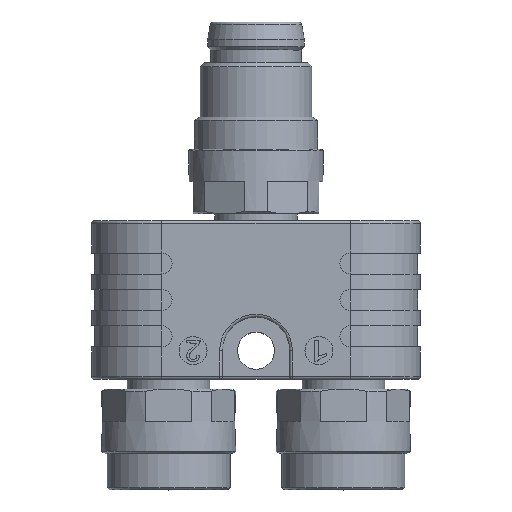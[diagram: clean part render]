
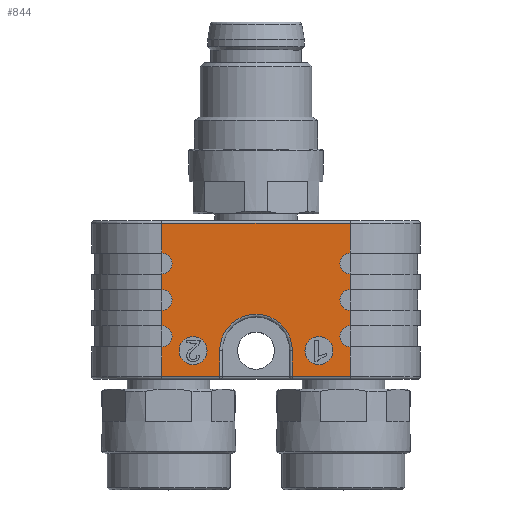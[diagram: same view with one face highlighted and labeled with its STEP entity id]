
A CAD part, top view. The second image highlights one B-rep face of the part: STEP entity #844.
In plain terms, the highlighted planar face has unit normal (0, 0, 1).
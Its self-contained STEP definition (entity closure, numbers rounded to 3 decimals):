
#385=LINE('',#5849,#595);
#388=LINE('',#5863,#598);
#390=LINE('',#5874,#600);
#392=LINE('',#5881,#602);
#393=LINE('',#5888,#603);
#395=LINE('',#5897,#605);
#414=LINE('',#5968,#624);
#415=LINE('',#5971,#625);
#416=LINE('',#5976,#626);
#417=LINE('',#5978,#627);
#418=LINE('',#5980,#628);
#419=LINE('',#5985,#629);
#420=LINE('',#5987,#630);
#595=VECTOR('',#4573,1.);
#598=VECTOR('',#4584,1.);
#600=VECTOR('',#4594,1.);
#602=VECTOR('',#4600,1.);
#603=VECTOR('',#4607,1.);
#605=VECTOR('',#4615,1.);
#624=VECTOR('',#4678,1.);
#625=VECTOR('',#4679,1.);
#626=VECTOR('',#4686,1.);
#627=VECTOR('',#4687,1.);
#628=VECTOR('',#4688,1.);
#629=VECTOR('',#4695,1.);
#630=VECTOR('',#4696,1.);
#844=ADVANCED_FACE('',(#1382,#1383,#1384),#1103,.T.);
#1103=PLANE('',#4158);
#1382=FACE_BOUND('',#1538,.T.);
#1383=FACE_BOUND('',#1539,.T.);
#1384=FACE_BOUND('',#1540,.T.);
#1538=EDGE_LOOP('',(#1953));
#1539=EDGE_LOOP('',(#1954));
#1540=EDGE_LOOP('',(#1955,#1956,#1957,#1958,#1959,#1960,#1961,#1962,#1963,
#1964,#1965,#1966,#1967,#1968,#1969,#1970,#1971,#1972,#1973,#1974));
#1953=ORIENTED_EDGE('',*,*,#3423,.F.);
#1954=ORIENTED_EDGE('',*,*,#3424,.T.);
#1955=ORIENTED_EDGE('',*,*,#3425,.T.);
#1956=ORIENTED_EDGE('',*,*,#3426,.T.);
#1957=ORIENTED_EDGE('',*,*,#3367,.F.);
#1958=ORIENTED_EDGE('',*,*,#3427,.T.);
#1959=ORIENTED_EDGE('',*,*,#3378,.F.);
#1960=ORIENTED_EDGE('',*,*,#3428,.T.);
#1961=ORIENTED_EDGE('',*,*,#3373,.F.);
#1962=ORIENTED_EDGE('',*,*,#3429,.T.);
#1963=ORIENTED_EDGE('',*,*,#3430,.F.);
#1964=ORIENTED_EDGE('',*,*,#3431,.T.);
#1965=ORIENTED_EDGE('',*,*,#3432,.T.);
#1966=ORIENTED_EDGE('',*,*,#3433,.T.);
#1967=ORIENTED_EDGE('',*,*,#3388,.T.);
#1968=ORIENTED_EDGE('',*,*,#3434,.T.);
#1969=ORIENTED_EDGE('',*,*,#3384,.T.);
#1970=ORIENTED_EDGE('',*,*,#3435,.T.);
#1971=ORIENTED_EDGE('',*,*,#3381,.T.);
#1972=ORIENTED_EDGE('',*,*,#3436,.T.);
#1973=ORIENTED_EDGE('',*,*,#3437,.T.);
#1974=ORIENTED_EDGE('',*,*,#3438,.T.);
#2999=VERTEX_POINT('',#5850);
#3000=VERTEX_POINT('',#5851);
#3005=VERTEX_POINT('',#5862);
#3006=VERTEX_POINT('',#5864);
#3007=VERTEX_POINT('',#5868);
#3010=VERTEX_POINT('',#5873);
#3013=VERTEX_POINT('',#5880);
#3014=VERTEX_POINT('',#5882);
#3016=VERTEX_POINT('',#5887);
#3017=VERTEX_POINT('',#5889);
#3020=VERTEX_POINT('',#5896);
#3021=VERTEX_POINT('',#5898);
#3049=VERTEX_POINT('',#5965);
#3050=VERTEX_POINT('',#5967);
#3051=VERTEX_POINT('',#5969);
#3052=VERTEX_POINT('',#5970);
#3053=VERTEX_POINT('',#5975);
#3054=VERTEX_POINT('',#5977);
#3055=VERTEX_POINT('',#5979);
#3056=VERTEX_POINT('',#5981);
#3057=VERTEX_POINT('',#5986);
#3058=VERTEX_POINT('',#5988);
#3367=EDGE_CURVE('',#2999,#3000,#385,.T.);
#3373=EDGE_CURVE('',#3005,#3006,#388,.T.);
#3378=EDGE_CURVE('',#3010,#3007,#390,.T.);
#3381=EDGE_CURVE('',#3014,#3013,#392,.T.);
#3384=EDGE_CURVE('',#3017,#3016,#393,.T.);
#3388=EDGE_CURVE('',#3021,#3020,#395,.T.);
#3423=EDGE_CURVE('',#3049,#3049,#3925,.T.);
#3424=EDGE_CURVE('',#3050,#3050,#3926,.T.);
#3425=EDGE_CURVE('',#3051,#3052,#414,.T.);
#3426=EDGE_CURVE('',#3052,#3000,#415,.T.);
#3427=EDGE_CURVE('',#2999,#3007,#3927,.T.);
#3428=EDGE_CURVE('',#3010,#3006,#3928,.T.);
#3429=EDGE_CURVE('',#3005,#3053,#3929,.T.);
#3430=EDGE_CURVE('',#3054,#3053,#416,.T.);
#3431=EDGE_CURVE('',#3054,#3055,#417,.T.);
#3432=EDGE_CURVE('',#3055,#3056,#418,.T.);
#3433=EDGE_CURVE('',#3056,#3021,#3930,.T.);
#3434=EDGE_CURVE('',#3020,#3017,#3931,.T.);
#3435=EDGE_CURVE('',#3016,#3014,#3932,.T.);
#3436=EDGE_CURVE('',#3013,#3057,#419,.T.);
#3437=EDGE_CURVE('',#3057,#3058,#420,.T.);
#3438=EDGE_CURVE('',#3058,#3051,#3933,.T.);
#3925=CIRCLE('',#4149,1.);
#3926=CIRCLE('',#4150,1.);
#3927=CIRCLE('',#4151,0.75);
#3928=CIRCLE('',#4152,0.75);
#3929=CIRCLE('',#4153,0.75);
#3930=CIRCLE('',#4154,0.75);
#3931=CIRCLE('',#4155,0.75);
#3932=CIRCLE('',#4156,0.75);
#3933=CIRCLE('',#4157,2.6);
#4149=AXIS2_PLACEMENT_3D('',#5964,#4674,#4675);
#4150=AXIS2_PLACEMENT_3D('',#5966,#4676,#4677);
#4151=AXIS2_PLACEMENT_3D('',#5972,#4680,#4681);
#4152=AXIS2_PLACEMENT_3D('',#5973,#4682,#4683);
#4153=AXIS2_PLACEMENT_3D('',#5974,#4684,#4685);
#4154=AXIS2_PLACEMENT_3D('',#5982,#4689,#4690);
#4155=AXIS2_PLACEMENT_3D('',#5983,#4691,#4692);
#4156=AXIS2_PLACEMENT_3D('',#5984,#4693,#4694);
#4157=AXIS2_PLACEMENT_3D('',#5989,#4697,#4698);
#4158=AXIS2_PLACEMENT_3D('',#5990,#4699,#4700);
#4573=DIRECTION('',(0.,-1.,0.));
#4584=DIRECTION('',(0.,-1.,0.));
#4594=DIRECTION('',(0.,-1.,0.));
#4600=DIRECTION('',(0.,-1.,0.));
#4607=DIRECTION('',(0.,-1.,0.));
#4615=DIRECTION('',(0.,-1.,0.));
#4674=DIRECTION('',(0.,0.,1.));
#4675=DIRECTION('',(1.,0.,0.));
#4676=DIRECTION('',(0.,0.,-1.));
#4677=DIRECTION('',(1.,0.,0.));
#4678=DIRECTION('',(0.,-1.,0.));
#4679=DIRECTION('',(1.,0.,0.));
#4680=DIRECTION('',(0.,0.,-1.));
#4681=DIRECTION('',(1.,0.,0.));
#4682=DIRECTION('',(0.,0.,-1.));
#4683=DIRECTION('',(1.,0.,0.));
#4684=DIRECTION('',(0.,0.,-1.));
#4685=DIRECTION('',(1.,0.,0.));
#4686=DIRECTION('',(0.,-1.,0.));
#4687=DIRECTION('',(-1.,0.,0.));
#4688=DIRECTION('',(0.,-1.,0.));
#4689=DIRECTION('',(0.,0.,-1.));
#4690=DIRECTION('',(1.,0.,0.));
#4691=DIRECTION('',(0.,0.,-1.));
#4692=DIRECTION('',(1.,0.,0.));
#4693=DIRECTION('',(0.,0.,-1.));
#4694=DIRECTION('',(1.,0.,0.));
#4695=DIRECTION('',(1.,0.,0.));
#4696=DIRECTION('',(0.,1.,0.));
#4697=DIRECTION('',(0.,0.,-1.));
#4698=DIRECTION('',(1.,0.,0.));
#4699=DIRECTION('',(0.,0.,1.));
#4700=DIRECTION('',(1.,0.,0.));
#5849=CARTESIAN_POINT('',(40.63,64.523,22.989));
#5850=CARTESIAN_POINT('',(40.63,55.498,22.989));
#5851=CARTESIAN_POINT('',(40.63,53.373,22.989));
#5862=CARTESIAN_POINT('',(40.63,60.698,22.989));
#5863=CARTESIAN_POINT('',(40.63,63.598,22.989));
#5864=CARTESIAN_POINT('',(40.63,59.598,22.989));
#5868=CARTESIAN_POINT('',(40.63,56.998,22.989));
#5873=CARTESIAN_POINT('',(40.63,58.098,22.989));
#5874=CARTESIAN_POINT('',(40.63,63.598,22.989));
#5880=CARTESIAN_POINT('',(27.13,53.373,22.989));
#5881=CARTESIAN_POINT('',(27.13,64.523,22.989));
#5882=CARTESIAN_POINT('',(27.13,55.498,22.989));
#5887=CARTESIAN_POINT('',(27.13,56.998,22.989));
#5888=CARTESIAN_POINT('',(27.13,63.598,22.989));
#5889=CARTESIAN_POINT('',(27.13,58.098,22.989));
#5896=CARTESIAN_POINT('',(27.13,59.598,22.989));
#5897=CARTESIAN_POINT('',(27.13,63.598,22.989));
#5898=CARTESIAN_POINT('',(27.13,60.698,22.989));
#5964=CARTESIAN_POINT('',(38.38,55.223,22.989));
#5965=CARTESIAN_POINT('',(39.38,55.223,22.989));
#5966=CARTESIAN_POINT('',(29.38,55.223,22.989));
#5967=CARTESIAN_POINT('',(30.38,55.223,22.989));
#5968=CARTESIAN_POINT('',(36.48,64.523,22.989));
#5969=CARTESIAN_POINT('',(36.48,55.223,22.989));
#5970=CARTESIAN_POINT('',(36.48,53.373,22.989));
#5971=CARTESIAN_POINT('',(40.63,53.373,22.989));
#5972=CARTESIAN_POINT('',(40.63,56.248,22.989));
#5973=CARTESIAN_POINT('',(40.63,58.848,22.989));
#5974=CARTESIAN_POINT('',(40.63,61.448,22.989));
#5975=CARTESIAN_POINT('',(40.63,62.198,22.989));
#5976=CARTESIAN_POINT('',(40.63,64.523,22.989));
#5977=CARTESIAN_POINT('',(40.63,64.323,22.989));
#5978=CARTESIAN_POINT('',(27.13,64.323,22.989));
#5979=CARTESIAN_POINT('',(27.13,64.323,22.989));
#5980=CARTESIAN_POINT('',(27.13,64.523,22.989));
#5981=CARTESIAN_POINT('',(27.13,62.198,22.989));
#5982=CARTESIAN_POINT('',(27.13,61.448,22.989));
#5983=CARTESIAN_POINT('',(27.13,58.848,22.989));
#5984=CARTESIAN_POINT('',(27.13,56.248,22.989));
#5985=CARTESIAN_POINT('',(40.63,53.373,22.989));
#5986=CARTESIAN_POINT('',(31.28,53.373,22.989));
#5987=CARTESIAN_POINT('',(31.28,64.523,22.989));
#5988=CARTESIAN_POINT('',(31.28,55.223,22.989));
#5989=CARTESIAN_POINT('',(33.88,55.223,22.989));
#5990=CARTESIAN_POINT('',(40.63,64.523,22.989));
